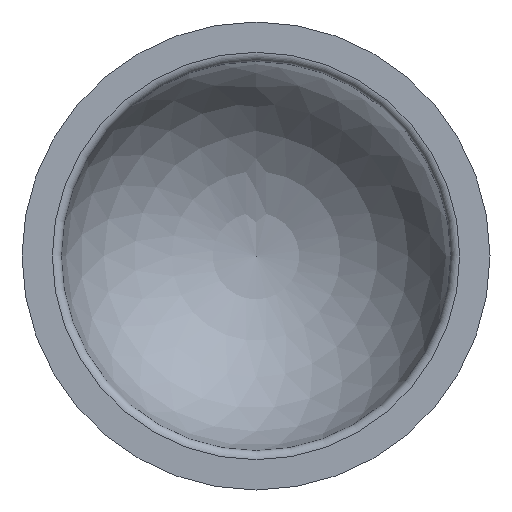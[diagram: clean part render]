
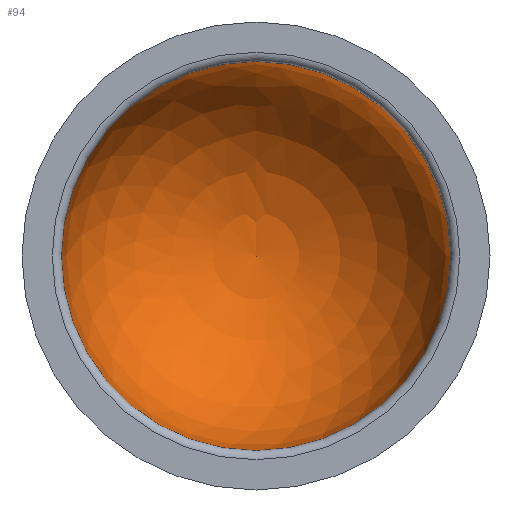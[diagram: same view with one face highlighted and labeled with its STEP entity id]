
A CAD part, front view. The second image highlights one B-rep face of the part: STEP entity #94.
In plain terms, the highlighted spherical face has radius 43.552 mm.
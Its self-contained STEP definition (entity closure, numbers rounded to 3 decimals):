
#22=SPHERICAL_SURFACE('',#119,43.552);
#25=FACE_OUTER_BOUND('',#32,.T.);
#32=EDGE_LOOP('',(#74,#75,#76,#77));
#42=CIRCLE('',#117,43.552);
#43=CIRCLE('',#118,43.552);
#44=CIRCLE('',#120,43.552);
#51=VERTEX_POINT('',#172);
#52=VERTEX_POINT('',#174);
#53=VERTEX_POINT('',#178);
#60=EDGE_CURVE('',#51,#52,#42,.T.);
#61=EDGE_CURVE('',#52,#51,#43,.T.);
#62=EDGE_CURVE('',#52,#53,#44,.T.);
#74=ORIENTED_EDGE('',*,*,#61,.F.);
#75=ORIENTED_EDGE('',*,*,#62,.T.);
#76=ORIENTED_EDGE('',*,*,#62,.F.);
#77=ORIENTED_EDGE('',*,*,#60,.F.);
#94=ADVANCED_FACE('',(#25),#22,.F.);
#117=AXIS2_PLACEMENT_3D('',#175,#139,#140);
#118=AXIS2_PLACEMENT_3D('',#176,#141,#142);
#119=AXIS2_PLACEMENT_3D('',#177,#143,#144);
#120=AXIS2_PLACEMENT_3D('',#179,#145,#146);
#139=DIRECTION('center_axis',(0.,1.,0.));
#140=DIRECTION('ref_axis',(0.,0.,1.));
#141=DIRECTION('center_axis',(0.,1.,0.));
#142=DIRECTION('ref_axis',(0.,0.,1.));
#143=DIRECTION('center_axis',(0.,1.,0.));
#144=DIRECTION('ref_axis',(0.,0.,-1.));
#145=DIRECTION('center_axis',(-1.,0.,0.));
#146=DIRECTION('ref_axis',(0.,0.,1.));
#172=CARTESIAN_POINT('',(0.,2.,-43.552));
#174=CARTESIAN_POINT('',(0.,2.,43.552));
#175=CARTESIAN_POINT('Origin',(0.,2.,0.));
#176=CARTESIAN_POINT('Origin',(0.,2.,0.));
#177=CARTESIAN_POINT('Origin',(0.,2.,0.));
#178=CARTESIAN_POINT('',(0.,45.552,0.));
#179=CARTESIAN_POINT('Origin',(0.,2.,0.));
